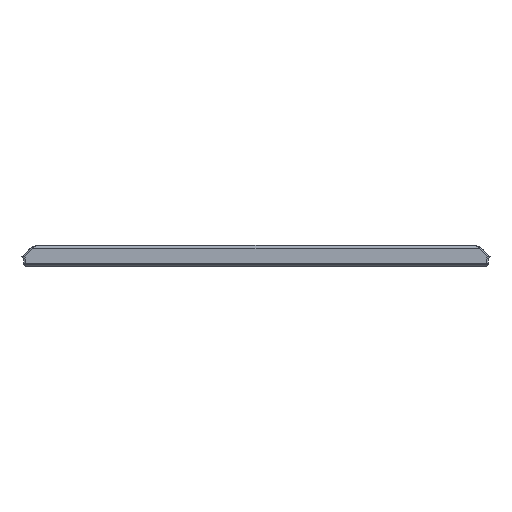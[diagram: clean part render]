
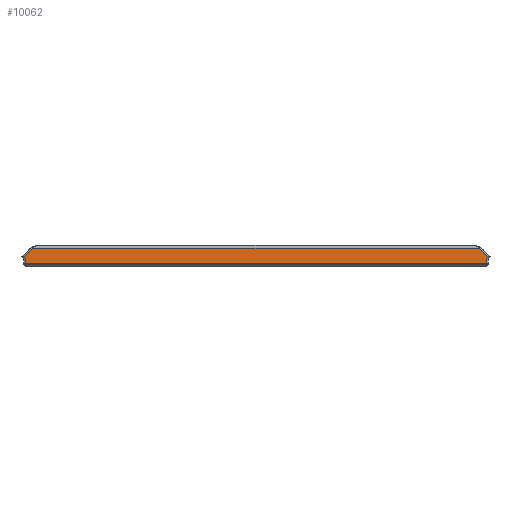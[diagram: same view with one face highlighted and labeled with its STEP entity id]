
A CAD part, front view. The second image highlights one B-rep face of the part: STEP entity #10062.
In plain terms, the highlighted planar face has unit normal (0, -1, 0).
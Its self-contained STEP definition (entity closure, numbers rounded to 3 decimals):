
#780=PLANE('',#10638);
#1201=FACE_OUTER_BOUND('',#1792,.T.);
#1792=EDGE_LOOP('',(#8502,#8503,#8504,#8505,#8506,#8507,#8508,#8509));
#2595=LINE('',#17283,#3449);
#2599=LINE('',#17298,#3453);
#2600=LINE('',#17300,#3454);
#2601=LINE('',#17302,#3455);
#2602=LINE('',#17304,#3456);
#2603=LINE('',#17306,#3457);
#2604=LINE('',#17308,#3458);
#2605=LINE('',#17309,#3459);
#3449=VECTOR('',#12008,10.);
#3453=VECTOR('',#12030,10.);
#3454=VECTOR('',#12031,10.);
#3455=VECTOR('',#12032,10.);
#3456=VECTOR('',#12033,10.);
#3457=VECTOR('',#12034,10.);
#3458=VECTOR('',#12035,10.);
#3459=VECTOR('',#12036,10.);
#4756=VERTEX_POINT('',#17280);
#4757=VERTEX_POINT('',#17282);
#4759=VERTEX_POINT('',#17297);
#4760=VERTEX_POINT('',#17299);
#4761=VERTEX_POINT('',#17301);
#4762=VERTEX_POINT('',#17303);
#4763=VERTEX_POINT('',#17305);
#4764=VERTEX_POINT('',#17307);
#6068=EDGE_CURVE('',#4756,#4757,#2595,.T.);
#6076=EDGE_CURVE('',#4759,#4756,#2599,.T.);
#6077=EDGE_CURVE('',#4760,#4759,#2600,.T.);
#6078=EDGE_CURVE('',#4761,#4760,#2601,.T.);
#6079=EDGE_CURVE('',#4762,#4761,#2602,.T.);
#6080=EDGE_CURVE('',#4763,#4762,#2603,.T.);
#6081=EDGE_CURVE('',#4764,#4763,#2604,.T.);
#6082=EDGE_CURVE('',#4757,#4764,#2605,.T.);
#8502=ORIENTED_EDGE('',*,*,#6068,.F.);
#8503=ORIENTED_EDGE('',*,*,#6076,.F.);
#8504=ORIENTED_EDGE('',*,*,#6077,.F.);
#8505=ORIENTED_EDGE('',*,*,#6078,.F.);
#8506=ORIENTED_EDGE('',*,*,#6079,.F.);
#8507=ORIENTED_EDGE('',*,*,#6080,.F.);
#8508=ORIENTED_EDGE('',*,*,#6081,.F.);
#8509=ORIENTED_EDGE('',*,*,#6082,.F.);
#10062=ADVANCED_FACE('',(#1201),#780,.T.);
#10638=AXIS2_PLACEMENT_3D('',#17296,#12028,#12029);
#12008=DIRECTION('',(-1.,0.,0.));
#12028=DIRECTION('center_axis',(0.,-1.,0.));
#12029=DIRECTION('ref_axis',(1.,0.,0.));
#12030=DIRECTION('',(0.,0.,-1.));
#12031=DIRECTION('',(-0.707,0.,-0.707));
#12032=DIRECTION('',(0.707,0.,-0.707));
#12033=DIRECTION('',(1.,0.,0.));
#12034=DIRECTION('',(0.707,0.,0.707));
#12035=DIRECTION('',(-0.707,0.,0.707));
#12036=DIRECTION('',(0.,0.,1.));
#17280=CARTESIAN_POINT('',(31.481,-106.432,14.633));
#17282=CARTESIAN_POINT('',(-29.366,-106.432,14.633));
#17283=CARTESIAN_POINT('',(7.687,-106.432,14.633));
#17296=CARTESIAN_POINT('Origin',(1.058,-106.432,15.65));
#17297=CARTESIAN_POINT('',(31.481,-106.432,15.391));
#17298=CARTESIAN_POINT('',(31.481,-106.432,15.479));
#17299=CARTESIAN_POINT('',(31.61,-106.432,15.521));
#17300=CARTESIAN_POINT('',(23.969,-106.432,7.879));
#17301=CARTESIAN_POINT('',(30.481,-106.432,16.65));
#17302=CARTESIAN_POINT('',(23.657,-106.432,23.474));
#17303=CARTESIAN_POINT('',(-28.366,-106.432,16.65));
#17304=CARTESIAN_POINT('',(-13.433,-106.432,16.65));
#17305=CARTESIAN_POINT('',(-29.495,-106.432,15.521));
#17306=CARTESIAN_POINT('',(-21.542,-106.432,23.474));
#17307=CARTESIAN_POINT('',(-29.366,-106.432,15.391));
#17308=CARTESIAN_POINT('',(-21.854,-106.432,7.879));
#17309=CARTESIAN_POINT('',(-29.366,-106.432,14.95));
